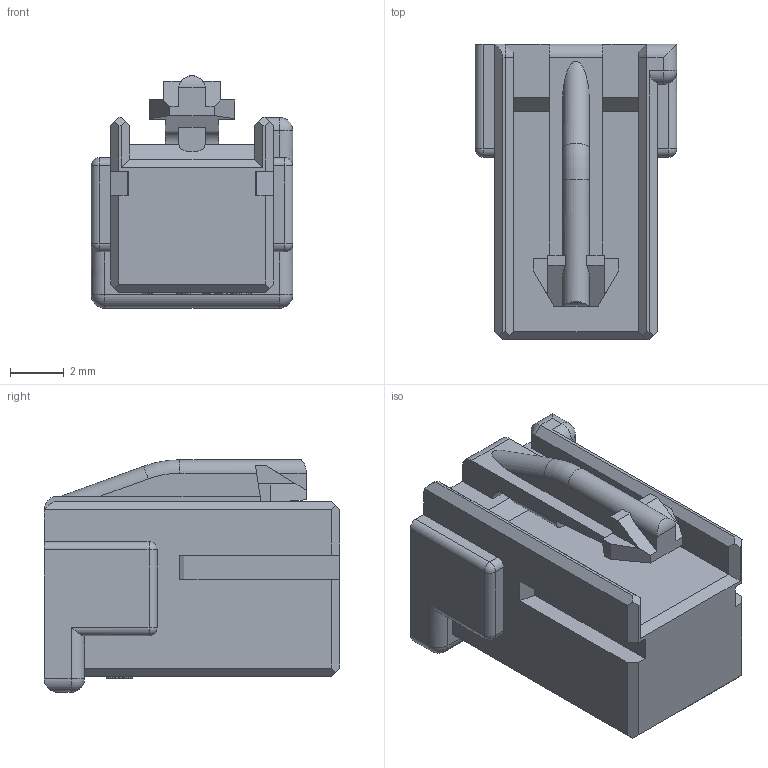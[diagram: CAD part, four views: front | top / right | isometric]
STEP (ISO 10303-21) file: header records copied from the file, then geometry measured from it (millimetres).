
FILE_DESCRIPTION((''),'2;1');
FILE_NAME('TJC25014-2Y','2017-12-13T',('td142'),(''),'CREO PARAMETRIC BY PTC INC, 2014500','CREO PARAMETRIC BY PTC INC, 2014500','');
FILE_SCHEMA(('CONFIG_CONTROL_DESIGN'));
Length unit declared in the file: millimetre
Products named in the file (1): TJC25014-2Y
Bounding box: 7.5 x 11 x 8.65 mm (x, y, z)
Volume: 402 mm3; surface area: 482.7 mm2
Topology: 1 solids, 1 shells, 283 faces, 796 edges, 516 vertices
Faces by surface type: plane 242, cylinder 31, sphere 7, cone 2, torus 1
Entity records: 9073 total; most frequent: CARTESIAN_POINT 1761, ORIENTED_EDGE 1578, DIRECTION 1392, EDGE_CURVE 789, VECTOR 716, LINE 716, VERTEX_POINT 516, AXIS2_PLACEMENT_3D 338
